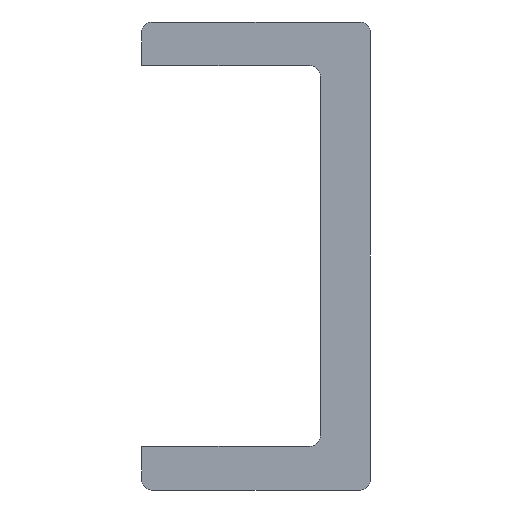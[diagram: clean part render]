
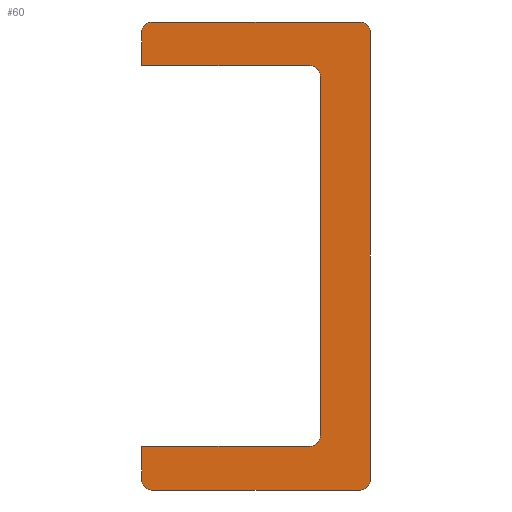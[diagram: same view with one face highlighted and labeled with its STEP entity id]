
A CAD part, front view. The second image highlights one B-rep face of the part: STEP entity #60.
In plain terms, the highlighted planar face has unit normal (0, -1, 0).
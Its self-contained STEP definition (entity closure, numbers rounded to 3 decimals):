
#60 = ADVANCED_FACE( '', ( #140 ), #141, .F. );
#140 = FACE_OUTER_BOUND( '', #245, .T. );
#141 = PLANE( '', #246 );
#245 = EDGE_LOOP( '', ( #376, #377, #378, #379, #380, #381, #382, #383, #384, #385, #386, #387, #388, #389 ) );
#246 = AXIS2_PLACEMENT_3D( '', #390, #391, #392 );
#376 = ORIENTED_EDGE( '', *, *, #555, .F. );
#377 = ORIENTED_EDGE( '', *, *, #575, .T. );
#378 = ORIENTED_EDGE( '', *, *, #576, .F. );
#379 = ORIENTED_EDGE( '', *, *, #577, .T. );
#380 = ORIENTED_EDGE( '', *, *, #578, .F. );
#381 = ORIENTED_EDGE( '', *, *, #579, .F. );
#382 = ORIENTED_EDGE( '', *, *, #580, .F. );
#383 = ORIENTED_EDGE( '', *, *, #581, .F. );
#384 = ORIENTED_EDGE( '', *, *, #582, .F. );
#385 = ORIENTED_EDGE( '', *, *, #571, .F. );
#386 = ORIENTED_EDGE( '', *, *, #583, .F. );
#387 = ORIENTED_EDGE( '', *, *, #584, .T. );
#388 = ORIENTED_EDGE( '', *, *, #543, .F. );
#389 = ORIENTED_EDGE( '', *, *, #585, .T. );
#390 = CARTESIAN_POINT( '', ( -10.5, 0., 21.5 ) );
#391 = DIRECTION( '', ( 0., 1., 0. ) );
#392 = DIRECTION( '', ( 0., 0., 1. ) );
#543 = EDGE_CURVE( '', #627, #629, #630, .T. );
#555 = EDGE_CURVE( '', #649, #651, #652, .T. );
#571 = EDGE_CURVE( '', #678, #679, #680, .T. );
#575 = EDGE_CURVE( '', #649, #684, #685, .F. );
#576 = EDGE_CURVE( '', #686, #684, #687, .T. );
#577 = EDGE_CURVE( '', #686, #688, #689, .F. );
#578 = EDGE_CURVE( '', #690, #688, #691, .T. );
#579 = EDGE_CURVE( '', #692, #690, #693, .T. );
#580 = EDGE_CURVE( '', #694, #692, #695, .T. );
#581 = EDGE_CURVE( '', #696, #694, #697, .T. );
#582 = EDGE_CURVE( '', #679, #696, #698, .T. );
#583 = EDGE_CURVE( '', #699, #678, #700, .T. );
#584 = EDGE_CURVE( '', #699, #629, #701, .F. );
#585 = EDGE_CURVE( '', #627, #651, #702, .F. );
#627 = VERTEX_POINT( '', #754 );
#629 = VERTEX_POINT( '', #757 );
#630 = LINE( '', #758, #759 );
#649 = VERTEX_POINT( '', #780 );
#651 = VERTEX_POINT( '', #783 );
#652 = LINE( '', #784, #785 );
#678 = VERTEX_POINT( '', #818 );
#679 = VERTEX_POINT( '', #819 );
#680 = LINE( '', #820, #821 );
#684 = VERTEX_POINT( '', #827 );
#685 = CIRCLE( '', #828, 0.9 );
#686 = VERTEX_POINT( '', #829 );
#687 = LINE( '', #830, #831 );
#688 = VERTEX_POINT( '', #832 );
#689 = CIRCLE( '', #833, 0.9 );
#690 = VERTEX_POINT( '', #834 );
#691 = LINE( '', #835, #836 );
#692 = VERTEX_POINT( '', #837 );
#693 = LINE( '', #838, #839 );
#694 = VERTEX_POINT( '', #840 );
#695 = CIRCLE( '', #841, 1. );
#696 = VERTEX_POINT( '', #842 );
#697 = LINE( '', #843, #844 );
#698 = CIRCLE( '', #845, 1. );
#699 = VERTEX_POINT( '', #846 );
#700 = LINE( '', #847, #848 );
#701 = CIRCLE( '', #849, 0.9 );
#702 = CIRCLE( '', #850, 0.9 );
#754 = CARTESIAN_POINT( '', ( 9.6, 0., -21.5 ) );
#757 = CARTESIAN_POINT( '', ( -9.6, 0., -21.5 ) );
#758 = CARTESIAN_POINT( '', ( 10.5, 0., -21.5 ) );
#759 = VECTOR( '', #907, 1000. );
#780 = CARTESIAN_POINT( '', ( 10.5, 0., 20.6 ) );
#783 = CARTESIAN_POINT( '', ( 10.5, 0., -20.6 ) );
#784 = CARTESIAN_POINT( '', ( 10.5, 0., 21.5 ) );
#785 = VECTOR( '', #929, 1000. );
#818 = CARTESIAN_POINT( '', ( -10.5, 0., -17.5 ) );
#819 = CARTESIAN_POINT( '', ( 4.9, 0., -17.5 ) );
#820 = CARTESIAN_POINT( '', ( 4.9, 0., -17.5 ) );
#821 = VECTOR( '', #955, 1000. );
#827 = CARTESIAN_POINT( '', ( 9.6, 0., 21.5 ) );
#828 = AXIS2_PLACEMENT_3D( '', #958, #959, #960 );
#829 = CARTESIAN_POINT( '', ( -9.6, 0., 21.5 ) );
#830 = CARTESIAN_POINT( '', ( -10.5, 0., 21.5 ) );
#831 = VECTOR( '', #961, 1000. );
#832 = CARTESIAN_POINT( '', ( -10.5, 0., 20.6 ) );
#833 = AXIS2_PLACEMENT_3D( '', #962, #963, #964 );
#834 = CARTESIAN_POINT( '', ( -10.5, 0., 17.5 ) );
#835 = CARTESIAN_POINT( '', ( -10.5, 0., -21.5 ) );
#836 = VECTOR( '', #965, 1000. );
#837 = CARTESIAN_POINT( '', ( 4.9, 0., 17.5 ) );
#838 = CARTESIAN_POINT( '', ( 4.9, 0., 17.5 ) );
#839 = VECTOR( '', #966, 1000. );
#840 = CARTESIAN_POINT( '', ( 5.9, 0., 16.5 ) );
#841 = AXIS2_PLACEMENT_3D( '', #967, #968, #969 );
#842 = CARTESIAN_POINT( '', ( 5.9, 0., -16.5 ) );
#843 = CARTESIAN_POINT( '', ( 5.9, 0., 16.5 ) );
#844 = VECTOR( '', #970, 1000. );
#845 = AXIS2_PLACEMENT_3D( '', #971, #972, #973 );
#846 = CARTESIAN_POINT( '', ( -10.5, 0., -20.6 ) );
#847 = CARTESIAN_POINT( '', ( -10.5, 0., -21.5 ) );
#848 = VECTOR( '', #974, 1000. );
#849 = AXIS2_PLACEMENT_3D( '', #975, #976, #977 );
#850 = AXIS2_PLACEMENT_3D( '', #978, #979, #980 );
#907 = DIRECTION( '', ( -1., 0., 0. ) );
#929 = DIRECTION( '', ( 0., 0., -1. ) );
#955 = DIRECTION( '', ( 1., 0., 0. ) );
#958 = CARTESIAN_POINT( '', ( 9.6, 0., 20.6 ) );
#959 = DIRECTION( '', ( 0., 1., 0. ) );
#960 = DIRECTION( '', ( 0., 0., 1. ) );
#961 = DIRECTION( '', ( 1., 0., 0. ) );
#962 = CARTESIAN_POINT( '', ( -9.6, 0., 20.6 ) );
#963 = DIRECTION( '', ( 0., 1., 0. ) );
#964 = DIRECTION( '', ( 0., 0., 1. ) );
#965 = DIRECTION( '', ( 0., 0., 1. ) );
#966 = DIRECTION( '', ( -1., 0., 0. ) );
#967 = CARTESIAN_POINT( '', ( 4.9, 0., 16.5 ) );
#968 = DIRECTION( '', ( 0., -1., 0. ) );
#969 = DIRECTION( '', ( -1., 0., 0. ) );
#970 = DIRECTION( '', ( 0., 0., 1. ) );
#971 = CARTESIAN_POINT( '', ( 4.9, 0., -16.5 ) );
#972 = DIRECTION( '', ( 0., -1., 0. ) );
#973 = DIRECTION( '', ( -1., 0., 0. ) );
#974 = DIRECTION( '', ( 0., 0., 1. ) );
#975 = CARTESIAN_POINT( '', ( -9.6, 0., -20.6 ) );
#976 = DIRECTION( '', ( 0., 1., 0. ) );
#977 = DIRECTION( '', ( 0., 0., 1. ) );
#978 = CARTESIAN_POINT( '', ( 9.6, 0., -20.6 ) );
#979 = DIRECTION( '', ( 0., 1., 0. ) );
#980 = DIRECTION( '', ( 0., 0., 1. ) );
